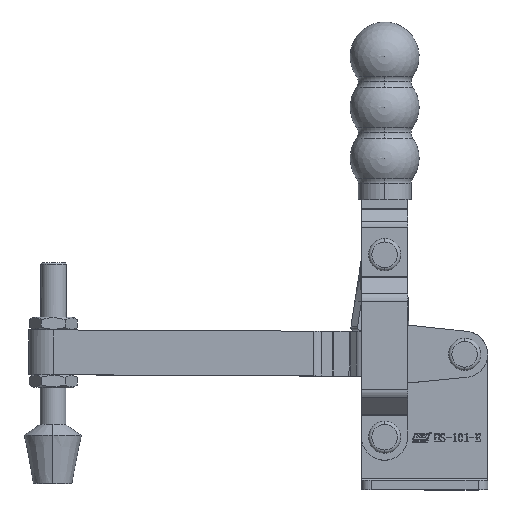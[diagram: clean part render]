
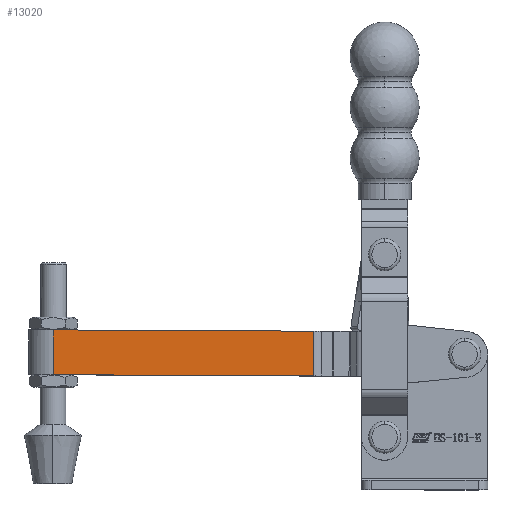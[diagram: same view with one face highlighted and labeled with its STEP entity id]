
A CAD part, top view. The second image highlights one B-rep face of the part: STEP entity #13020.
In plain terms, the highlighted face is planar.
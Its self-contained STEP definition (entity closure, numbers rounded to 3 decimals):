
#1457 = CARTESIAN_POINT ( 'NONE',  ( 0., -7.7, 17. ) ) ;
#1506 = CARTESIAN_POINT ( 'NONE',  ( 81.251, -7.7, 3. ) ) ;
#1543 = CARTESIAN_POINT ( 'NONE',  ( 81.251, -7.7, 17. ) ) ;
#1592 = CARTESIAN_POINT ( 'NONE',  ( 0., -7.7, 3. ) ) ;
#4363 = EDGE_CURVE ( 'NONE', #5009, #5144, #11381, .T. ) ;
#4368 = EDGE_CURVE ( 'NONE', #5144, #5058, #11388, .T. ) ;
#4444 = EDGE_CURVE ( 'NONE', #5009, #5095, #11518, .T. ) ;
#4528 = EDGE_CURVE ( 'NONE', #5095, #5058, #11672, .T. ) ;
#5009 = VERTEX_POINT ( 'NONE', #1457 ) ;
#5058 = VERTEX_POINT ( 'NONE', #1506 ) ;
#5095 = VERTEX_POINT ( 'NONE', #1543 ) ;
#5144 = VERTEX_POINT ( 'NONE', #1592 ) ;
#6565 = ORIENTED_EDGE ( 'NONE', *, *, #4368, .T. ) ;
#6566 = ORIENTED_EDGE ( 'NONE', *, *, #4528, .F. ) ;
#6567 = ORIENTED_EDGE ( 'NONE', *, *, #4444, .F. ) ;
#6568 = ORIENTED_EDGE ( 'NONE', *, *, #4363, .T. ) ;
#9961 = CARTESIAN_POINT ( 'NONE',  ( 0., -7.7, 20. ) ) ;
#9966 = PLANE ( 'NONE',  #10718 ) ;
#9969 = DIRECTION ( 'NONE',  ( 0., 1., 0. ) ) ;
#9970 = DIRECTION ( 'NONE',  ( 0., 0., 1. ) ) ;
#10718 = AXIS2_PLACEMENT_3D ( 'NONE', #9961, #9969, #9970 ) ;
#11381 = LINE ( 'NONE', #19755, #11386 ) ;
#11386 = VECTOR ( 'NONE', #19739, 1000. ) ;
#11388 = LINE ( 'NONE', #19782, #11394 ) ;
#11394 = VECTOR ( 'NONE', #19792, 1000. ) ;
#11518 = LINE ( 'NONE', #20047, #11521 ) ;
#11521 = VECTOR ( 'NONE', #20048, 1000. ) ;
#11672 = LINE ( 'NONE', #20249, #11677 ) ;
#11677 = VECTOR ( 'NONE', #20250, 1000. ) ;
#13020 = ADVANCED_FACE ( 'NONE', ( #16802 ), #9966, .F. ) ;
#13699 = EDGE_LOOP ( 'NONE', ( #6565, #6566, #6567, #6568 ) ) ;
#16802 = FACE_OUTER_BOUND ( 'NONE', #13699, .T. ) ;
#19739 = DIRECTION ( 'NONE',  ( 0., 0., -1. ) ) ;
#19755 = CARTESIAN_POINT ( 'NONE',  ( 0., -7.7, 20. ) ) ;
#19782 = CARTESIAN_POINT ( 'NONE',  ( 0., -7.7, 3. ) ) ;
#19792 = DIRECTION ( 'NONE',  ( 1., 0., 0. ) ) ;
#20047 = CARTESIAN_POINT ( 'NONE',  ( 0., -7.7, 17. ) ) ;
#20048 = DIRECTION ( 'NONE',  ( 1., 0., 0. ) ) ;
#20249 = CARTESIAN_POINT ( 'NONE',  ( 81.251, -7.7, 20. ) ) ;
#20250 = DIRECTION ( 'NONE',  ( 0., 0., -1. ) ) ;
